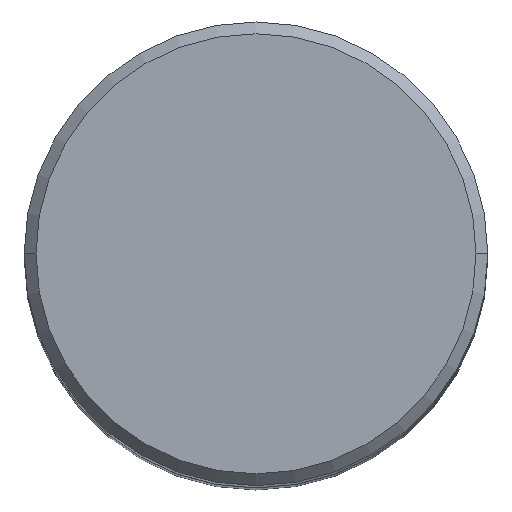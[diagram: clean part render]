
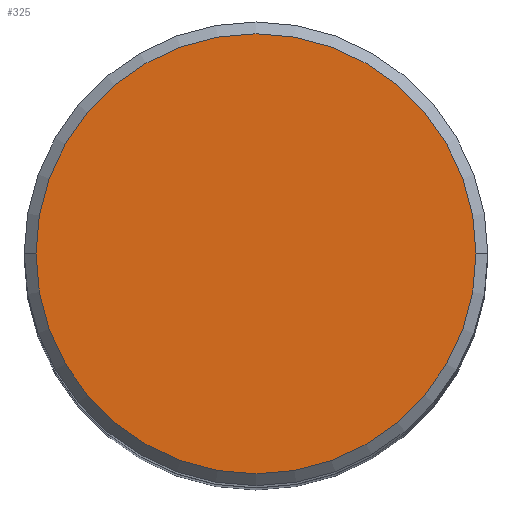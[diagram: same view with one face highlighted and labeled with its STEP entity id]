
A CAD part, top view. The second image highlights one B-rep face of the part: STEP entity #325.
In plain terms, the highlighted planar face has unit normal (0, 0, 1).
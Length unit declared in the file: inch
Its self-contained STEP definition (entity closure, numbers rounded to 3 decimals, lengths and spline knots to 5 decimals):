
#25 = VERTEX_POINT ( 'NONE', #336 ) ;
#55 = CARTESIAN_POINT ( 'NONE',  ( 0., 0.3737, 0. ) ) ;
#56 = ORIENTED_EDGE ( 'NONE', *, *, #351, .T. ) ;
#91 = DIRECTION ( 'NONE',  ( -1., 0., 0. ) ) ;
#111 = EDGE_LOOP ( 'NONE', ( #56, #188 ) ) ;
#143 = DIRECTION ( 'NONE',  ( 1., 0., 0. ) ) ;
#164 = AXIS2_PLACEMENT_3D ( 'NONE', #55, #172, #91 ) ;
#172 = DIRECTION ( 'NONE',  ( 0., 0., -1. ) ) ;
#179 = AXIS2_PLACEMENT_3D ( 'NONE', #328, #288, #492 ) ;
#188 = ORIENTED_EDGE ( 'NONE', *, *, #196, .T. ) ;
#196 = EDGE_CURVE ( 'NONE', #389, #25, #213, .T. ) ;
#213 = CIRCLE ( 'NONE', #369, 0.3737 ) ;
#240 = FACE_OUTER_BOUND ( 'NONE', #111, .T. ) ;
#288 = DIRECTION ( 'NONE',  ( 0., 0., 1. ) ) ;
#294 = CARTESIAN_POINT ( 'NONE',  ( 0.3737, 0., 0. ) ) ;
#314 = CIRCLE ( 'NONE', #179, 0.3737 ) ;
#325 = ADVANCED_FACE ( 'NONE', ( #240 ), #326, .F. ) ;
#326 = PLANE ( 'NONE',  #164 ) ;
#328 = CARTESIAN_POINT ( 'NONE',  ( 0., 0., 0. ) ) ;
#336 = CARTESIAN_POINT ( 'NONE',  ( -0.3737, 0., 0. ) ) ;
#340 = CARTESIAN_POINT ( 'NONE',  ( 0., 0., 0. ) ) ;
#351 = EDGE_CURVE ( 'NONE', #25, #389, #314, .T. ) ;
#369 = AXIS2_PLACEMENT_3D ( 'NONE', #340, #458, #143 ) ;
#389 = VERTEX_POINT ( 'NONE', #294 ) ;
#458 = DIRECTION ( 'NONE',  ( 0., 0., 1. ) ) ;
#492 = DIRECTION ( 'NONE',  ( 1., 0., 0. ) ) ;
